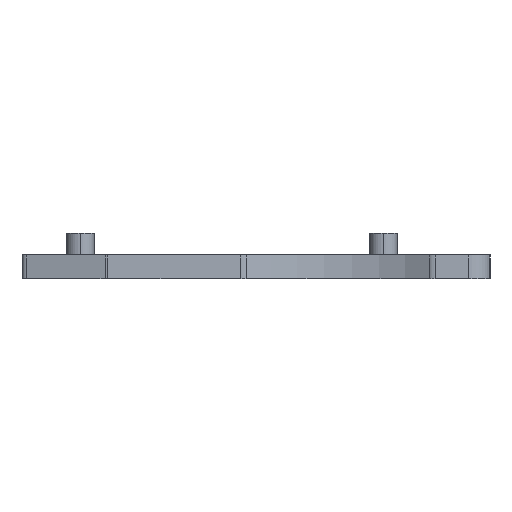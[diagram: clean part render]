
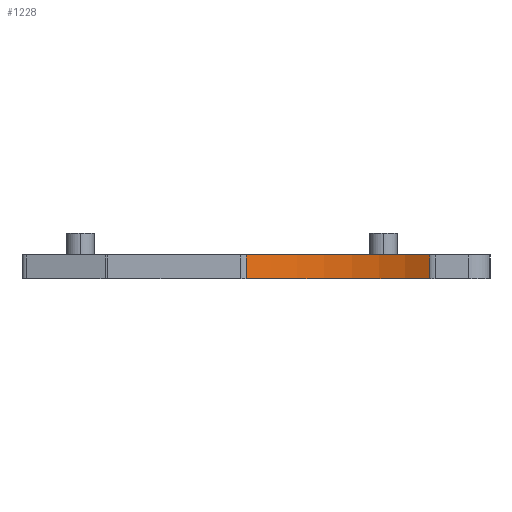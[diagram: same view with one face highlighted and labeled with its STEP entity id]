
A CAD part, left-side view. The second image highlights one B-rep face of the part: STEP entity #1228.
In plain terms, the highlighted cylindrical face has radius 406.4 mm (diameter 812.8 mm), a partial arc.
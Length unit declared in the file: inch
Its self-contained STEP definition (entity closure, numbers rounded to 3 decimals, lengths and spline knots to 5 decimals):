
#37=CARTESIAN_POINT('',(-186.19076,37.50045,0.));
#38=DIRECTION('',(0.,0.,-1.));
#39=DIRECTION('',(0.847,0.531,0.));
#40=AXIS2_PLACEMENT_3D('',#37,#38,#39);
#212=CARTESIAN_POINT('',(-186.19076,37.50045,2.2));
#213=DIRECTION('',(0.,0.,-1.));
#214=DIRECTION('',(0.847,0.531,0.));
#215=AXIS2_PLACEMENT_3D('',#212,#213,#214);
#431=DIRECTION('',(0.,0.,1.));
#432=VECTOR('',#431,2.2);
#433=CARTESIAN_POINT('',(-172.63782,28.99646,0.));
#434=LINE('',#433,#432);
#435=DIRECTION('',(0.,0.,1.));
#436=VECTOR('',#435,2.2);
#437=CARTESIAN_POINT('',(-172.63782,46.00443,0.));
#438=LINE('',#437,#436);
#538=CARTESIAN_POINT('',(-172.63782,46.00443,0.));
#540=VERTEX_POINT('',#538);
#541=CARTESIAN_POINT('',(-172.63782,28.99646,0.));
#542=VERTEX_POINT('',#541);
#562=CARTESIAN_POINT('',(-172.63782,46.00443,2.2));
#564=VERTEX_POINT('',#562);
#565=CARTESIAN_POINT('',(-172.63782,28.99646,2.2));
#566=VERTEX_POINT('',#565);
#1216=CARTESIAN_POINT('',(-186.19076,37.50045,0.));
#1217=DIRECTION('',(0.,0.,1.));
#1218=DIRECTION('',(1.,0.,0.));
#1219=AXIS2_PLACEMENT_3D('',#1216,#1217,#1218);
#1220=CYLINDRICAL_SURFACE('',#1219,16.);
#1221=ORIENTED_EDGE('',*,*,#706,.F.);
#1223=ORIENTED_EDGE('',*,*,#1222,.T.);
#1224=ORIENTED_EDGE('',*,*,#836,.T.);
#1225=ORIENTED_EDGE('',*,*,#1209,.F.);
#1226=EDGE_LOOP('',(#1221,#1223,#1224,#1225));
#1227=FACE_OUTER_BOUND('',#1226,.F.);
#1228=ADVANCED_FACE('',(#1227),#1220,.F.);
#41=CIRCLE('',#40,16.);
#216=CIRCLE('',#215,16.);
#706=EDGE_CURVE('',#540,#542,#41,.T.);
#836=EDGE_CURVE('',#564,#566,#216,.T.);
#1209=EDGE_CURVE('',#542,#566,#434,.T.);
#1222=EDGE_CURVE('',#540,#564,#438,.T.);
